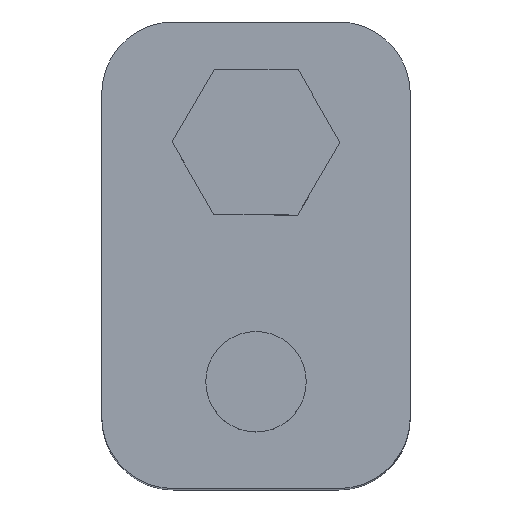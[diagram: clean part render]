
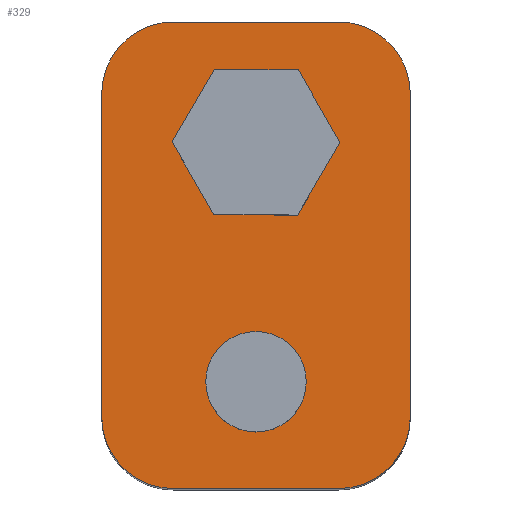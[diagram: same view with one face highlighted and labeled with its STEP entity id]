
A CAD part, top view. The second image highlights one B-rep face of the part: STEP entity #329.
In plain terms, the highlighted planar face has unit normal (0, 0, 1).
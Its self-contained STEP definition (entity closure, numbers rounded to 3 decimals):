
#15=FACE_BOUND('',#60,.T.);
#16=FACE_BOUND('',#61,.T.);
#18=CIRCLE('',#357,4.);
#20=CIRCLE('',#361,4.);
#22=CIRCLE('',#365,4.);
#24=CIRCLE('',#369,4.);
#25=CIRCLE('',#371,2.8);
#40=FACE_OUTER_BOUND('',#59,.T.);
#59=EDGE_LOOP('',(#249,#250,#251,#252,#253,#254,#255,#256));
#60=EDGE_LOOP('',(#257,#258,#259,#260,#261,#262));
#61=EDGE_LOOP('',(#263));
#74=LINE('',#486,#109);
#78=LINE('',#498,#113);
#82=LINE('',#510,#117);
#86=LINE('',#522,#121);
#88=LINE('',#530,#123);
#89=LINE('',#532,#124);
#90=LINE('',#534,#125);
#91=LINE('',#536,#126);
#92=LINE('',#538,#127);
#93=LINE('',#539,#128);
#109=VECTOR('',#389,10.);
#113=VECTOR('',#401,10.);
#117=VECTOR('',#413,10.);
#121=VECTOR('',#425,10.);
#123=VECTOR('',#435,10.);
#124=VECTOR('',#436,10.);
#125=VECTOR('',#437,10.);
#126=VECTOR('',#438,10.);
#127=VECTOR('',#439,10.);
#128=VECTOR('',#440,10.);
#144=VERTEX_POINT('',#483);
#145=VERTEX_POINT('',#485);
#147=VERTEX_POINT('',#491);
#149=VERTEX_POINT('',#497);
#151=VERTEX_POINT('',#503);
#153=VERTEX_POINT('',#509);
#155=VERTEX_POINT('',#515);
#157=VERTEX_POINT('',#521);
#158=VERTEX_POINT('',#528);
#159=VERTEX_POINT('',#529);
#160=VERTEX_POINT('',#531);
#161=VERTEX_POINT('',#533);
#162=VERTEX_POINT('',#535);
#163=VERTEX_POINT('',#537);
#164=VERTEX_POINT('',#540);
#174=EDGE_CURVE('',#145,#144,#74,.T.);
#177=EDGE_CURVE('',#147,#145,#18,.T.);
#180=EDGE_CURVE('',#149,#147,#78,.T.);
#183=EDGE_CURVE('',#151,#149,#20,.T.);
#186=EDGE_CURVE('',#153,#151,#82,.T.);
#189=EDGE_CURVE('',#155,#153,#22,.T.);
#192=EDGE_CURVE('',#157,#155,#86,.T.);
#195=EDGE_CURVE('',#144,#157,#24,.T.);
#196=EDGE_CURVE('',#158,#159,#88,.T.);
#197=EDGE_CURVE('',#160,#158,#89,.T.);
#198=EDGE_CURVE('',#161,#160,#90,.T.);
#199=EDGE_CURVE('',#162,#161,#91,.T.);
#200=EDGE_CURVE('',#163,#162,#92,.T.);
#201=EDGE_CURVE('',#159,#163,#93,.T.);
#202=EDGE_CURVE('',#164,#164,#25,.T.);
#249=ORIENTED_EDGE('',*,*,#195,.T.);
#250=ORIENTED_EDGE('',*,*,#192,.T.);
#251=ORIENTED_EDGE('',*,*,#189,.T.);
#252=ORIENTED_EDGE('',*,*,#186,.T.);
#253=ORIENTED_EDGE('',*,*,#183,.T.);
#254=ORIENTED_EDGE('',*,*,#180,.T.);
#255=ORIENTED_EDGE('',*,*,#177,.T.);
#256=ORIENTED_EDGE('',*,*,#174,.T.);
#257=ORIENTED_EDGE('',*,*,#196,.F.);
#258=ORIENTED_EDGE('',*,*,#197,.F.);
#259=ORIENTED_EDGE('',*,*,#198,.F.);
#260=ORIENTED_EDGE('',*,*,#199,.F.);
#261=ORIENTED_EDGE('',*,*,#200,.F.);
#262=ORIENTED_EDGE('',*,*,#201,.F.);
#263=ORIENTED_EDGE('',*,*,#202,.F.);
#311=PLANE('',#370);
#329=ADVANCED_FACE('',(#40,#15,#16),#311,.T.);
#357=AXIS2_PLACEMENT_3D('',#492,#395,#396);
#361=AXIS2_PLACEMENT_3D('',#504,#407,#408);
#365=AXIS2_PLACEMENT_3D('',#516,#419,#420);
#369=AXIS2_PLACEMENT_3D('',#526,#431,#432);
#370=AXIS2_PLACEMENT_3D('',#527,#433,#434);
#371=AXIS2_PLACEMENT_3D('',#541,#441,#442);
#389=DIRECTION('',(0.,-1.,0.));
#395=DIRECTION('center_axis',(0.,0.,1.));
#396=DIRECTION('ref_axis',(0.,1.,0.));
#401=DIRECTION('',(-1.,0.,0.));
#407=DIRECTION('center_axis',(0.,0.,1.));
#408=DIRECTION('ref_axis',(1.,0.,0.));
#413=DIRECTION('',(0.,1.,0.));
#419=DIRECTION('center_axis',(0.,0.,1.));
#420=DIRECTION('ref_axis',(0.,-1.,0.));
#425=DIRECTION('',(1.,0.,0.));
#431=DIRECTION('center_axis',(0.,0.,1.));
#432=DIRECTION('ref_axis',(-1.,0.,0.));
#433=DIRECTION('center_axis',(0.,0.,1.));
#434=DIRECTION('ref_axis',(1.,0.,0.));
#435=DIRECTION('',(-1.,0.005,0.));
#436=DIRECTION('',(-0.496,0.869,0.));
#437=DIRECTION('',(0.504,0.864,0.));
#438=DIRECTION('',(1.,-0.005,0.));
#439=DIRECTION('',(0.496,-0.869,0.));
#440=DIRECTION('',(-0.504,-0.864,0.));
#441=DIRECTION('center_axis',(0.,0.,1.));
#442=DIRECTION('ref_axis',(1.,0.,0.));
#483=CARTESIAN_POINT('',(0.,4.,45.7));
#485=CARTESIAN_POINT('',(0.,22.,45.7));
#486=CARTESIAN_POINT('',(0.,22.,45.7));
#491=CARTESIAN_POINT('',(4.,26.,45.7));
#492=CARTESIAN_POINT('Origin',(4.,22.,45.7));
#497=CARTESIAN_POINT('',(13.2,26.,45.7));
#498=CARTESIAN_POINT('',(13.2,26.,45.7));
#503=CARTESIAN_POINT('',(17.2,22.,45.7));
#504=CARTESIAN_POINT('Origin',(13.2,22.,45.7));
#509=CARTESIAN_POINT('',(17.2,4.,45.7));
#510=CARTESIAN_POINT('',(17.2,4.,45.7));
#515=CARTESIAN_POINT('',(13.2,0.,45.7));
#516=CARTESIAN_POINT('Origin',(13.2,4.,45.7));
#521=CARTESIAN_POINT('',(4.,0.,45.7));
#522=CARTESIAN_POINT('',(4.,0.,45.7));
#526=CARTESIAN_POINT('Origin',(4.,4.,45.7));
#527=CARTESIAN_POINT('Origin',(8.6,13.,45.7));
#528=CARTESIAN_POINT('',(10.959,23.338,45.7));
#529=CARTESIAN_POINT('',(6.282,23.362,45.7));
#530=CARTESIAN_POINT('',(9.805,23.344,45.7));
#531=CARTESIAN_POINT('',(13.276,19.277,45.7));
#532=CARTESIAN_POINT('',(14.053,17.916,45.7));
#533=CARTESIAN_POINT('',(10.918,15.238,45.7));
#534=CARTESIAN_POINT('',(10.136,13.899,45.7));
#535=CARTESIAN_POINT('',(6.241,15.262,45.7));
#536=CARTESIAN_POINT('',(7.426,15.256,45.7));
#537=CARTESIAN_POINT('',(3.924,19.323,45.7));
#538=CARTESIAN_POINT('',(5.859,15.932,45.7));
#539=CARTESIAN_POINT('',(4.321,20.003,45.7));
#540=CARTESIAN_POINT('',(5.8,5.95,45.7));
#541=CARTESIAN_POINT('Origin',(8.6,5.95,45.7));
